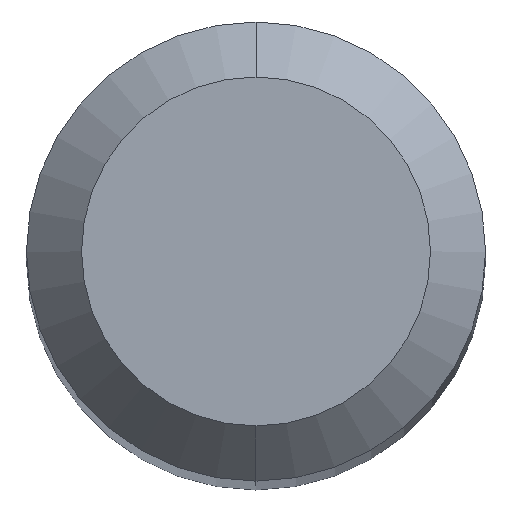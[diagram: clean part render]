
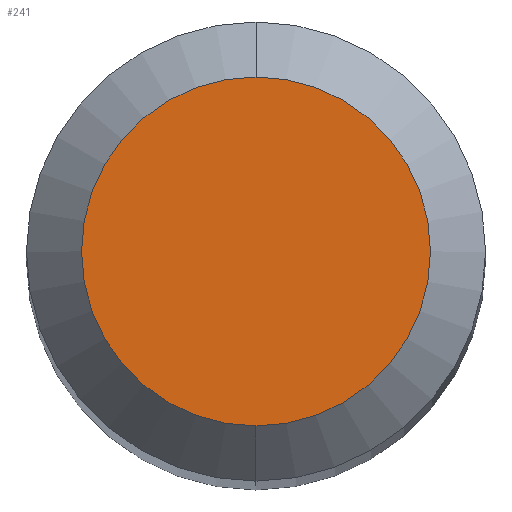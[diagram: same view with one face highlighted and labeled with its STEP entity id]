
A CAD part, top view. The second image highlights one B-rep face of the part: STEP entity #241.
In plain terms, the highlighted planar face has unit normal (0, 0, 1).
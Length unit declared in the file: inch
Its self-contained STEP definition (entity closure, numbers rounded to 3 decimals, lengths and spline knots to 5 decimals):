
#6 = DIRECTION ( 'NONE',  ( 0., -1., 0. ) ) ;
#9 = CARTESIAN_POINT ( 'NONE',  ( 0., 0., 0. ) ) ;
#22 = EDGE_CURVE ( 'NONE', #460, #102, #287, .T. ) ;
#41 = DIRECTION ( 'NONE',  ( 0., 0., -1. ) ) ;
#60 = AXIS2_PLACEMENT_3D ( 'NONE', #393, #188, #346 ) ;
#76 = EDGE_LOOP ( 'NONE', ( #216, #135 ) ) ;
#102 = VERTEX_POINT ( 'NONE', #342 ) ;
#125 = FACE_OUTER_BOUND ( 'NONE', #76, .T. ) ;
#135 = ORIENTED_EDGE ( 'NONE', *, *, #22, .T. ) ;
#188 = DIRECTION ( 'NONE',  ( 0., 0., 1. ) ) ;
#216 = ORIENTED_EDGE ( 'NONE', *, *, #218, .T. ) ;
#218 = EDGE_CURVE ( 'NONE', #102, #460, #469, .T. ) ;
#241 = ADVANCED_FACE ( 'NONE', ( #125 ), #416, .F. ) ;
#249 = DIRECTION ( 'NONE',  ( 0., 0., 1. ) ) ;
#287 = CIRCLE ( 'NONE', #60, 0.0475 ) ;
#331 = AXIS2_PLACEMENT_3D ( 'NONE', #364, #41, #412 ) ;
#342 = CARTESIAN_POINT ( 'NONE',  ( 0., 0.0475, 0. ) ) ;
#346 = DIRECTION ( 'NONE',  ( 0., -1., 0. ) ) ;
#364 = CARTESIAN_POINT ( 'NONE',  ( 0., 0.0475, 0. ) ) ;
#393 = CARTESIAN_POINT ( 'NONE',  ( 0., 0., 0. ) ) ;
#411 = CARTESIAN_POINT ( 'NONE',  ( 0., -0.0475, 0. ) ) ;
#412 = DIRECTION ( 'NONE',  ( 0., 1., 0. ) ) ;
#416 = PLANE ( 'NONE',  #331 ) ;
#460 = VERTEX_POINT ( 'NONE', #411 ) ;
#462 = AXIS2_PLACEMENT_3D ( 'NONE', #9, #249, #6 ) ;
#469 = CIRCLE ( 'NONE', #462, 0.0475 ) ;
